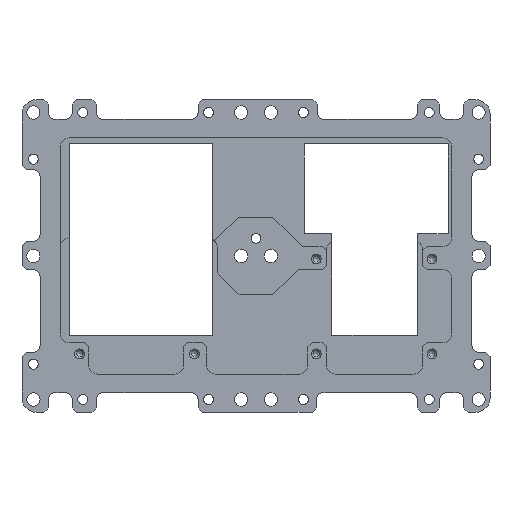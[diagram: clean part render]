
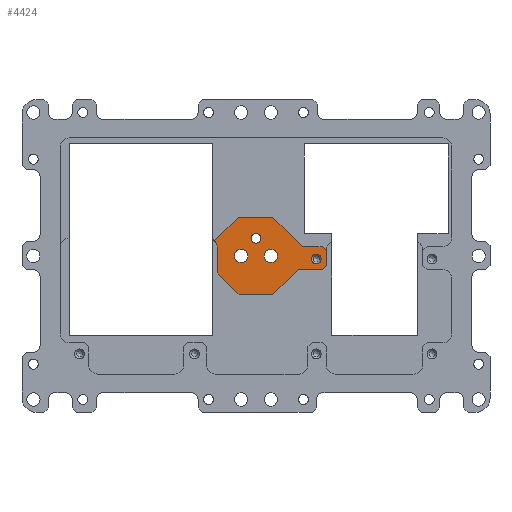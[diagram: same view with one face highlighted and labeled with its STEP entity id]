
A CAD part, front view. The second image highlights one B-rep face of the part: STEP entity #4424.
In plain terms, the highlighted planar face has unit normal (0, -1, 0).
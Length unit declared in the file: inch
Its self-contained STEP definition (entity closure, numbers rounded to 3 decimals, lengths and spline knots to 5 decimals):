
#74=FACE_BOUND('',#742,.T.);
#75=FACE_BOUND('',#743,.T.);
#76=FACE_BOUND('',#744,.T.);
#77=FACE_BOUND('',#745,.T.);
#93=CIRCLE('',#4534,0.125);
#130=CIRCLE('',#4585,0.07);
#139=CIRCLE('',#4602,0.07);
#155=CIRCLE('',#4631,0.09375);
#167=CIRCLE('',#4649,0.09375);
#465=FACE_OUTER_BOUND('',#741,.T.);
#741=EDGE_LOOP('',(#3822,#3823,#3824,#3825,#3826,#3827,#3828,#3829,#3830,
#3831,#3832,#3833,#3834));
#742=EDGE_LOOP('',(#3835));
#743=EDGE_LOOP('',(#3836));
#744=EDGE_LOOP('',(#3837));
#745=EDGE_LOOP('',(#3838));
#1126=LINE('',#7041,#1611);
#1236=LINE('',#7277,#1721);
#1239=LINE('',#7282,#1724);
#1241=LINE('',#7286,#1726);
#1242=LINE('',#7288,#1727);
#1243=LINE('',#7290,#1728);
#1244=LINE('',#7291,#1729);
#1245=LINE('',#7293,#1730);
#1246=LINE('',#7295,#1731);
#1247=LINE('',#7297,#1732);
#1248=LINE('',#7299,#1733);
#1249=LINE('',#7300,#1734);
#1611=VECTOR('',#5711,0.3937);
#1721=VECTOR('',#5911,0.3937);
#1724=VECTOR('',#5916,0.3937);
#1726=VECTOR('',#5920,0.3937);
#1727=VECTOR('',#5921,0.3937);
#1728=VECTOR('',#5922,0.3937);
#1729=VECTOR('',#5923,0.3937);
#1730=VECTOR('',#5924,0.3937);
#1731=VECTOR('',#5925,0.3937);
#1732=VECTOR('',#5926,0.3937);
#1733=VECTOR('',#5927,0.3937);
#1734=VECTOR('',#5928,0.3937);
#1828=VERTEX_POINT('',#6242);
#1829=VERTEX_POINT('',#6244);
#1896=VERTEX_POINT('',#6407);
#1908=VERTEX_POINT('',#6444);
#1927=VERTEX_POINT('',#6505);
#1939=VERTEX_POINT('',#6541);
#2131=VERTEX_POINT('',#7039);
#2211=VERTEX_POINT('',#7275);
#2212=VERTEX_POINT('',#7276);
#2213=VERTEX_POINT('',#7281);
#2214=VERTEX_POINT('',#7285);
#2215=VERTEX_POINT('',#7287);
#2216=VERTEX_POINT('',#7289);
#2217=VERTEX_POINT('',#7292);
#2218=VERTEX_POINT('',#7294);
#2219=VERTEX_POINT('',#7296);
#2220=VERTEX_POINT('',#7298);
#2270=EDGE_CURVE('',#1828,#1829,#93,.T.);
#2352=EDGE_CURVE('',#1896,#1896,#130,.T.);
#2369=EDGE_CURVE('',#1908,#1908,#139,.T.);
#2399=EDGE_CURVE('',#1927,#1927,#155,.T.);
#2417=EDGE_CURVE('',#1939,#1939,#167,.T.);
#2666=EDGE_CURVE('',#1828,#2131,#1126,.T.);
#2791=EDGE_CURVE('',#2211,#2212,#1236,.T.);
#2794=EDGE_CURVE('',#2213,#2212,#1239,.T.);
#2796=EDGE_CURVE('',#2211,#2214,#1241,.T.);
#2797=EDGE_CURVE('',#2214,#2215,#1242,.T.);
#2798=EDGE_CURVE('',#2215,#2216,#1243,.T.);
#2799=EDGE_CURVE('',#1829,#2216,#1244,.F.);
#2800=EDGE_CURVE('',#2131,#2217,#1245,.T.);
#2801=EDGE_CURVE('',#2217,#2218,#1246,.T.);
#2802=EDGE_CURVE('',#2218,#2219,#1247,.T.);
#2803=EDGE_CURVE('',#2219,#2220,#1248,.T.);
#2804=EDGE_CURVE('',#2213,#2220,#1249,.T.);
#3822=ORIENTED_EDGE('',*,*,#2791,.F.);
#3823=ORIENTED_EDGE('',*,*,#2796,.T.);
#3824=ORIENTED_EDGE('',*,*,#2797,.T.);
#3825=ORIENTED_EDGE('',*,*,#2798,.T.);
#3826=ORIENTED_EDGE('',*,*,#2799,.F.);
#3827=ORIENTED_EDGE('',*,*,#2270,.F.);
#3828=ORIENTED_EDGE('',*,*,#2666,.T.);
#3829=ORIENTED_EDGE('',*,*,#2800,.T.);
#3830=ORIENTED_EDGE('',*,*,#2801,.T.);
#3831=ORIENTED_EDGE('',*,*,#2802,.T.);
#3832=ORIENTED_EDGE('',*,*,#2803,.T.);
#3833=ORIENTED_EDGE('',*,*,#2804,.F.);
#3834=ORIENTED_EDGE('',*,*,#2794,.T.);
#3835=ORIENTED_EDGE('',*,*,#2352,.T.);
#3836=ORIENTED_EDGE('',*,*,#2369,.T.);
#3837=ORIENTED_EDGE('',*,*,#2399,.T.);
#3838=ORIENTED_EDGE('',*,*,#2417,.T.);
#4207=PLANE('',#4817);
#4424=ADVANCED_FACE('',(#465,#74,#75,#76,#77),#4207,.F.);
#4534=AXIS2_PLACEMENT_3D('',#6245,#4980,#4981);
#4585=AXIS2_PLACEMENT_3D('',#6408,#5127,#5128);
#4602=AXIS2_PLACEMENT_3D('',#6445,#5169,#5170);
#4631=AXIS2_PLACEMENT_3D('',#6507,#5241,#5242);
#4649=AXIS2_PLACEMENT_3D('',#6543,#5283,#5284);
#4817=AXIS2_PLACEMENT_3D('',#7284,#5918,#5919);
#4980=DIRECTION('center_axis',(0.,-1.,0.));
#4981=DIRECTION('ref_axis',(0.707,0.,0.707));
#5127=DIRECTION('center_axis',(0.,1.,0.));
#5128=DIRECTION('ref_axis',(0.,0.,-1.));
#5169=DIRECTION('center_axis',(0.,1.,0.));
#5170=DIRECTION('ref_axis',(0.,0.,-1.));
#5241=DIRECTION('center_axis',(0.,1.,0.));
#5242=DIRECTION('ref_axis',(0.,0.,1.));
#5283=DIRECTION('center_axis',(0.,1.,0.));
#5284=DIRECTION('ref_axis',(0.,0.,1.));
#5711=DIRECTION('',(0.,0.,-1.));
#5911=DIRECTION('',(0.707,0.,-0.707));
#5916=DIRECTION('',(0.,0.,1.));
#5918=DIRECTION('center_axis',(0.,1.,0.));
#5919=DIRECTION('ref_axis',(1.,0.,0.));
#5920=DIRECTION('',(-1.,0.,0.));
#5921=DIRECTION('',(-0.707,0.,0.707));
#5922=DIRECTION('',(-1.,0.,0.));
#5923=DIRECTION('',(-0.707,0.,-0.707));
#5924=DIRECTION('',(0.707,0.,-0.707));
#5925=DIRECTION('',(1.,0.,0.));
#5926=DIRECTION('',(0.707,0.,0.707));
#5927=DIRECTION('',(1.,0.,0.));
#5928=DIRECTION('',(-0.707,0.,-0.707));
#6242=CARTESIAN_POINT('',(-0.55265,0.,0.01126));
#6244=CARTESIAN_POINT('',(-0.58926,0.,0.09965));
#6245=CARTESIAN_POINT('Origin',(-0.67765,0.,0.01126));
#6407=CARTESIAN_POINT('',(-0.00265,0.,0.20626));
#6408=CARTESIAN_POINT('Origin',(-0.00265,0.,0.13626));
#6444=CARTESIAN_POINT('',(0.85098,0.,-0.08674));
#6445=CARTESIAN_POINT('Origin',(0.85098,0.,-0.15674));
#6505=CARTESIAN_POINT('',(0.20735,0.,-0.20749));
#6507=CARTESIAN_POINT('Origin',(0.20735,0.,-0.11374));
#6541=CARTESIAN_POINT('',(-0.21265,0.,-0.20749));
#6543=CARTESIAN_POINT('Origin',(-0.21265,0.,-0.11374));
#7039=CARTESIAN_POINT('',(-0.55265,0.,-0.35374));
#7041=CARTESIAN_POINT('',(-0.55265,0.,0.01126));
#7275=CARTESIAN_POINT('',(0.93235,0.,0.02026));
#7276=CARTESIAN_POINT('',(0.99235,0.,-0.03974));
#7277=CARTESIAN_POINT('',(0.7471,0.,0.20551));
#7281=CARTESIAN_POINT('',(0.99235,0.,-0.24874));
#7282=CARTESIAN_POINT('',(0.99235,0.,-0.21124));
#7284=CARTESIAN_POINT('Origin',(-0.00265,0.,-0.11374));
#7285=CARTESIAN_POINT('',(0.65228,0.,0.02026));
#7286=CARTESIAN_POINT('',(0.49485,0.,0.02026));
#7287=CARTESIAN_POINT('',(0.23628,0.,0.43626));
#7288=CARTESIAN_POINT('',(0.52205,0.,0.1505));
#7289=CARTESIAN_POINT('',(-0.25265,0.,0.43626));
#7290=CARTESIAN_POINT('',(0.11682,0.,0.43626));
#7291=CARTESIAN_POINT('',(-0.32765,0.,0.36126));
#7292=CARTESIAN_POINT('',(-0.24265,0.,-0.66374));
#7293=CARTESIAN_POINT('',(-0.47515,0.,-0.43124));
#7294=CARTESIAN_POINT('',(0.23735,0.,-0.66374));
#7295=CARTESIAN_POINT('',(-0.12265,0.,-0.66374));
#7296=CARTESIAN_POINT('',(0.59235,0.,-0.30874));
#7297=CARTESIAN_POINT('',(0.31485,0.,-0.58624));
#7298=CARTESIAN_POINT('',(0.93235,0.,-0.30874));
#7299=CARTESIAN_POINT('',(0.29485,0.,-0.30874));
#7300=CARTESIAN_POINT('',(0.76235,0.,-0.47874));
